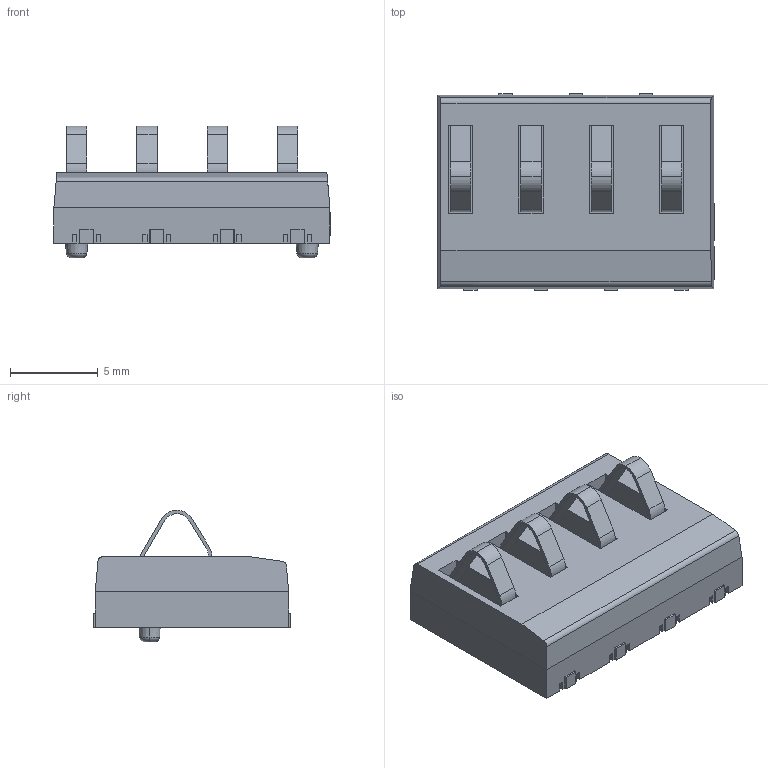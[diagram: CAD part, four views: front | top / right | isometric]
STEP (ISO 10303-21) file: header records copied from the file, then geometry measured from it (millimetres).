
FILE_DESCRIPTION (( 'STEP AP214' ), '1' );
FILE_NAME ('CONN-SMD_18K314305.STEP', '2024-11-18T06:55:06', ( 'PC' ), ( 'Microsoft' ), 'SwSTEP 2.0', 'SolidWorks 2020', '' );
FILE_SCHEMA (( 'AUTOMOTIVE_DESIGN' ));
Length unit declared in the file: millimetre
Products named in the file (1): CONN-SMD_18K314305
Bounding box: 15.71 x 11.2 x 7.49 mm (x, y, z)
Volume: 630.1 mm3; surface area: 838 mm2
Topology: 21 solids, 21 shells, 460 faces, 1216 edges, 808 vertices
Faces by surface type: plane 328, bspline 98, cylinder 26, torus 4, cone 4
Entity records: 19890 total; most frequent: CARTESIAN_POINT 3803, ORIENTED_EDGE 2432, DIRECTION 1802, EDGE_CURVE 1216, LINE 948, VECTOR 948, VERTEX_POINT 808, UNCERTAINTY_MEASURE_WITH_UNIT 483
